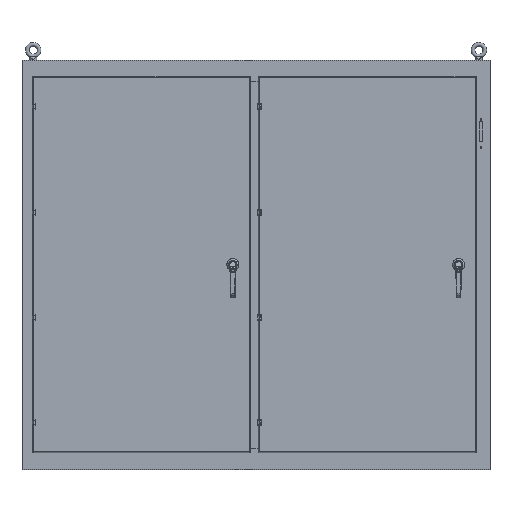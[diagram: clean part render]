
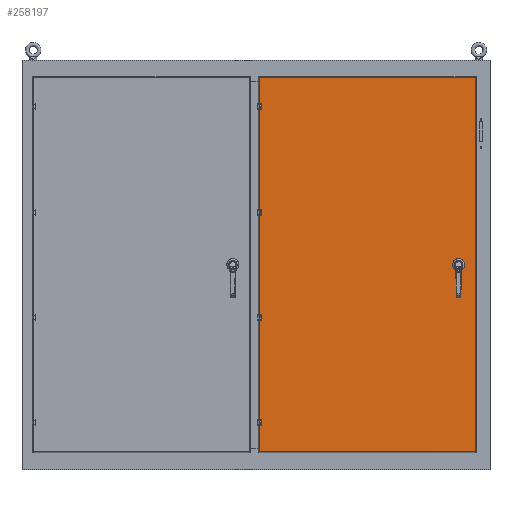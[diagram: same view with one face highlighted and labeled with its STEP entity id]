
A CAD part, top view. The second image highlights one B-rep face of the part: STEP entity #258197.
In plain terms, the highlighted planar face has unit normal (0, 0, 1).
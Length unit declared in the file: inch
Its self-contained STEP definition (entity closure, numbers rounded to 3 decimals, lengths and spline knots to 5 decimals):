
#358 = VERTEX_POINT ( 'NONE', #46885 ) ;
#17367 = DIRECTION ( 'NONE',  ( 0., 0., -1. ) ) ;
#24257 = CARTESIAN_POINT ( 'NONE',  ( 18.4687, -31.1122, 10.058 ) ) ;
#28203 = ORIENTED_EDGE ( 'NONE', *, *, #269024, .T. ) ;
#28779 = EDGE_CURVE ( 'NONE', #358, #75557, #153374, .T. ) ;
#46885 = CARTESIAN_POINT ( 'NONE',  ( 0.5128, -31.1122, 10.058 ) ) ;
#50119 = VERTEX_POINT ( 'NONE', #147507 ) ;
#75368 = EDGE_CURVE ( 'NONE', #75557, #89889, #187698, .T. ) ;
#75557 = VERTEX_POINT ( 'NONE', #114520 ) ;
#89889 = VERTEX_POINT ( 'NONE', #280478 ) ;
#92069 = VECTOR ( 'NONE', #238687, 39.37008 ) ;
#112711 = VECTOR ( 'NONE', #275246, 39.37008 ) ;
#114169 = CARTESIAN_POINT ( 'NONE',  ( 18.4687, 31.1122, 10.058 ) ) ;
#114520 = CARTESIAN_POINT ( 'NONE',  ( 36.42461, -31.1122, 10.058 ) ) ;
#124018 = CARTESIAN_POINT ( 'NONE',  ( 33.65689, 0., 10.058 ) ) ;
#143685 = ORIENTED_EDGE ( 'NONE', *, *, #331170, .T. ) ;
#147507 = CARTESIAN_POINT ( 'NONE',  ( 0.5128, 31.1122, 10.058 ) ) ;
#149816 = FACE_OUTER_BOUND ( 'NONE', #264595, .T. ) ;
#151076 = ORIENTED_EDGE ( 'NONE', *, *, #28779, .T. ) ;
#153374 = LINE ( 'NONE', #24257, #171467 ) ;
#165702 = ORIENTED_EDGE ( 'NONE', *, *, #75368, .T. ) ;
#171467 = VECTOR ( 'NONE', #285906, 39.37008 ) ;
#187698 = LINE ( 'NONE', #260838, #92069 ) ;
#189339 = CARTESIAN_POINT ( 'NONE',  ( 33.43543, 0., 10.058 ) ) ;
#192627 = AXIS2_PLACEMENT_3D ( 'NONE', #124018, #203853, #205507 ) ;
#203853 = DIRECTION ( 'NONE',  ( 0., 0., -1. ) ) ;
#205507 = DIRECTION ( 'NONE',  ( -1., 0., 0. ) ) ;
#231308 = CARTESIAN_POINT ( 'NONE',  ( 18.4687, 0., 10.058 ) ) ;
#238687 = DIRECTION ( 'NONE',  ( 0., 1., 0. ) ) ;
#250161 = PLANE ( 'NONE',  #299480 ) ;
#251831 = DIRECTION ( 'NONE',  ( -1., 0., 0. ) ) ;
#254135 = VECTOR ( 'NONE', #323219, 39.37008 ) ;
#258197 = ADVANCED_FACE ( 'NONE', ( #330034, #149816 ), #250161, .F. ) ;
#260838 = CARTESIAN_POINT ( 'NONE',  ( 36.42461, 0., 10.058 ) ) ;
#264595 = EDGE_LOOP ( 'NONE', ( #272132, #151076, #165702, #28203 ) ) ;
#268864 = LINE ( 'NONE', #114169, #254135 ) ;
#269024 = EDGE_CURVE ( 'NONE', #89889, #50119, #268864, .T. ) ;
#272132 = ORIENTED_EDGE ( 'NONE', *, *, #318930, .T. ) ;
#275246 = DIRECTION ( 'NONE',  ( 0., -1., 0. ) ) ;
#280478 = CARTESIAN_POINT ( 'NONE',  ( 36.42461, 31.1122, 10.058 ) ) ;
#285906 = DIRECTION ( 'NONE',  ( 1., 0., 0. ) ) ;
#290243 = CIRCLE ( 'NONE', #192627, 0.22146 ) ;
#299480 = AXIS2_PLACEMENT_3D ( 'NONE', #231308, #17367, #251831 ) ;
#302449 = CARTESIAN_POINT ( 'NONE',  ( 0.5128, 0., 10.058 ) ) ;
#312873 = EDGE_LOOP ( 'NONE', ( #143685 ) ) ;
#318930 = EDGE_CURVE ( 'NONE', #50119, #358, #324576, .T. ) ;
#323219 = DIRECTION ( 'NONE',  ( -1., 0., 0. ) ) ;
#324576 = LINE ( 'NONE', #302449, #112711 ) ;
#328212 = VERTEX_POINT ( 'NONE', #189339 ) ;
#330034 = FACE_BOUND ( 'NONE', #312873, .T. ) ;
#331170 = EDGE_CURVE ( 'NONE', #328212, #328212, #290243, .T. ) ;
